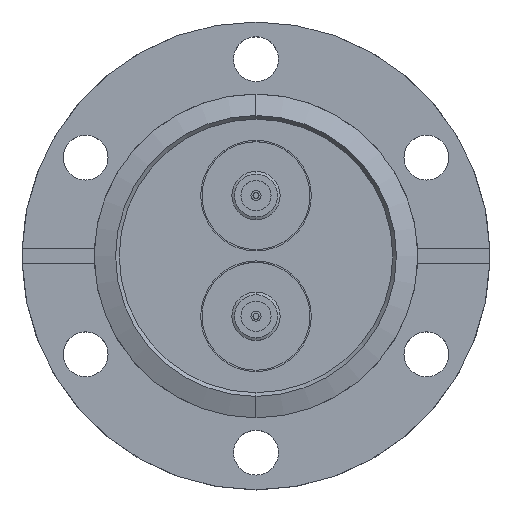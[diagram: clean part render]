
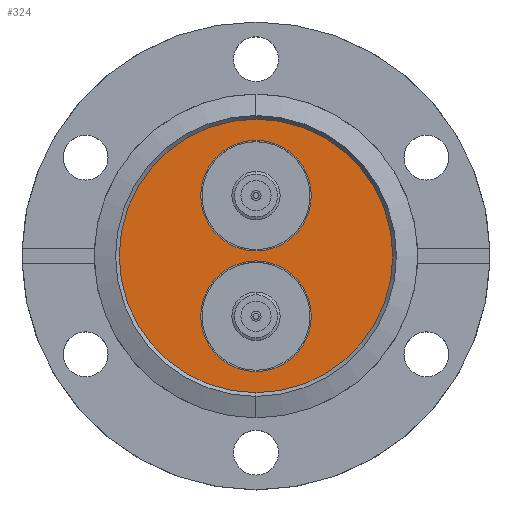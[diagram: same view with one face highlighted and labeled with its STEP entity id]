
A CAD part, top view. The second image highlights one B-rep face of the part: STEP entity #324.
In plain terms, the highlighted planar face has unit normal (0, 0, 1).
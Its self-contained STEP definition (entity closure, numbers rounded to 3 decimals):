
#324=ADVANCED_FACE('',(#726,#727,#728),#729,.F.);
#726=FACE_BOUND('',#1216,.T.);
#727=FACE_BOUND('',#1217,.T.);
#728=FACE_OUTER_BOUND('',#1218,.T.);
#729=PLANE('',#1219);
#1216=EDGE_LOOP('',(#2038,#2039));
#1217=EDGE_LOOP('',(#2040,#2041));
#1218=EDGE_LOOP('',(#2042,#2043));
#1219=AXIS2_PLACEMENT_3D('',#2044,#2045,#2046);
#2038=ORIENTED_EDGE('',*,*,#2953,.T.);
#2039=ORIENTED_EDGE('',*,*,#2961,.T.);
#2040=ORIENTED_EDGE('',*,*,#2950,.T.);
#2041=ORIENTED_EDGE('',*,*,#2667,.T.);
#2042=ORIENTED_EDGE('',*,*,#2962,.T.);
#2043=ORIENTED_EDGE('',*,*,#2894,.T.);
#2044=CARTESIAN_POINT('',(148.5,94.798,5.75));
#2045=DIRECTION('',(0.,0.,-1.0));
#2046=DIRECTION('',(0.,1.0,0.0));
#2667=EDGE_CURVE('',#3123,#3128,#3130,.T.);
#2894=EDGE_CURVE('',#3501,#3499,#3502,.T.);
#2950=EDGE_CURVE('',#3128,#3123,#3582,.T.);
#2953=EDGE_CURVE('',#3586,#3584,#3587,.T.);
#2961=EDGE_CURVE('',#3584,#3586,#3596,.T.);
#2962=EDGE_CURVE('',#3499,#3501,#3597,.T.);
#3123=VERTEX_POINT('',#3777);
#3128=VERTEX_POINT('',#3783);
#3130=CIRCLE('',#3786,8.25);
#3499=VERTEX_POINT('',#4225);
#3501=VERTEX_POINT('',#4228);
#3502=CIRCLE('',#4229,20.405);
#3582=CIRCLE('',#4322,8.25);
#3584=VERTEX_POINT('',#4324);
#3586=VERTEX_POINT('',#4327);
#3587=CIRCLE('',#4328,8.25);
#3596=CIRCLE('',#4340,8.25);
#3597=CIRCLE('',#4341,20.405);
#3777=CARTESIAN_POINT('',(148.5,87.75,5.75));
#3783=CARTESIAN_POINT('',(148.5,104.25,5.75));
#3786=AXIS2_PLACEMENT_3D('',#4558,#4559,#4560);
#4225=CARTESIAN_POINT('',(148.5,84.595,5.75));
#4228=CARTESIAN_POINT('',(148.5,125.404,5.75));
#4229=AXIS2_PLACEMENT_3D('',#4956,#4957,#4958);
#4322=AXIS2_PLACEMENT_3D('',#5050,#5051,#5052);
#4324=CARTESIAN_POINT('',(148.5,122.25,5.75));
#4327=CARTESIAN_POINT('',(148.5,105.75,5.75));
#4328=AXIS2_PLACEMENT_3D('',#5054,#5055,#5056);
#4340=AXIS2_PLACEMENT_3D('',#5063,#5064,#5065);
#4341=AXIS2_PLACEMENT_3D('',#5066,#5067,#5068);
#4558=CARTESIAN_POINT('',(148.5,96.,5.75));
#4559=DIRECTION('',(0.,0.,-1.0));
#4560=DIRECTION('',(0.,-1.0,0.));
#4956=CARTESIAN_POINT('',(148.5,105.,5.75));
#4957=DIRECTION('',(0.,0.,1.0));
#4958=DIRECTION('',(0.,-1.0,0.));
#5050=CARTESIAN_POINT('',(148.5,96.,5.75));
#5051=DIRECTION('',(0.,0.,-1.0));
#5052=DIRECTION('',(0.,-1.0,0.));
#5054=CARTESIAN_POINT('',(148.5,114.0,5.75));
#5055=DIRECTION('',(0.,0.,-1.0));
#5056=DIRECTION('',(0.,1.0,0.));
#5063=CARTESIAN_POINT('',(148.5,114.0,5.75));
#5064=DIRECTION('',(0.,0.,-1.0));
#5065=DIRECTION('',(0.,1.0,0.));
#5066=CARTESIAN_POINT('',(148.5,105.,5.75));
#5067=DIRECTION('',(0.,0.,1.0));
#5068=DIRECTION('',(0.,-1.0,0.));
